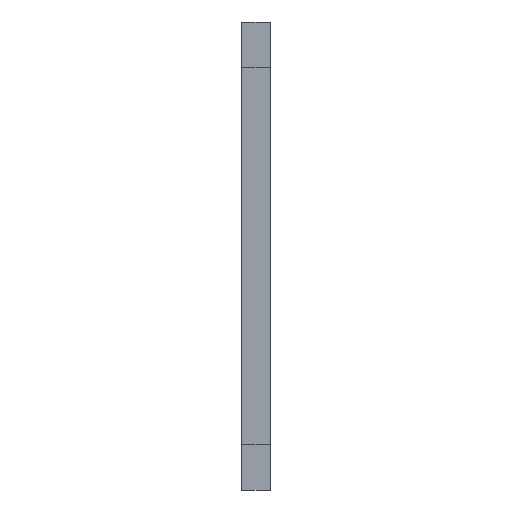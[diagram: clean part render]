
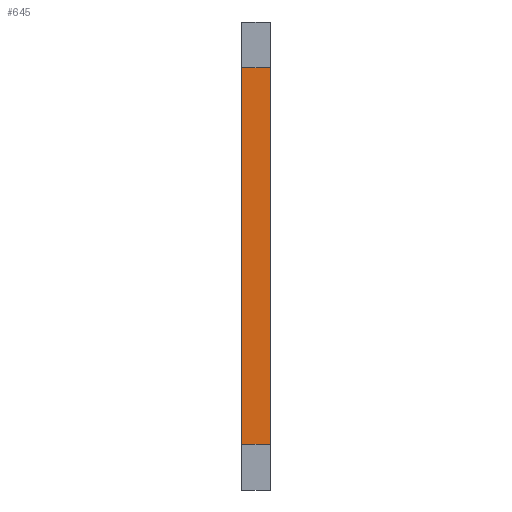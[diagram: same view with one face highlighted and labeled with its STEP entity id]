
A CAD part, front view. The second image highlights one B-rep face of the part: STEP entity #645.
In plain terms, the highlighted planar face has unit normal (0, -1, 0).
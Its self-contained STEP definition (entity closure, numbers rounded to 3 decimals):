
#58=PLANE('',#698);
#69=FACE_OUTER_BOUND('',#100,.T.);
#100=EDGE_LOOP('',(#456,#457,#458,#459));
#173=LINE('',#972,#218);
#176=LINE('',#978,#221);
#177=LINE('',#980,#222);
#178=LINE('',#981,#223);
#218=VECTOR('',#779,10.);
#221=VECTOR('',#784,10.);
#222=VECTOR('',#785,10.);
#223=VECTOR('',#786,10.);
#305=VERTEX_POINT('',#968);
#307=VERTEX_POINT('',#971);
#309=VERTEX_POINT('',#977);
#310=VERTEX_POINT('',#979);
#365=EDGE_CURVE('',#305,#307,#173,.T.);
#368=EDGE_CURVE('',#309,#305,#176,.T.);
#369=EDGE_CURVE('',#309,#310,#177,.T.);
#370=EDGE_CURVE('',#307,#310,#178,.T.);
#456=ORIENTED_EDGE('',*,*,#368,.F.);
#457=ORIENTED_EDGE('',*,*,#369,.T.);
#458=ORIENTED_EDGE('',*,*,#370,.F.);
#459=ORIENTED_EDGE('',*,*,#365,.F.);
#645=ADVANCED_FACE('',(#69),#58,.F.);
#698=AXIS2_PLACEMENT_3D('',#976,#782,#783);
#779=DIRECTION('',(1.,0.,0.));
#782=DIRECTION('center_axis',(0.,1.,0.));
#783=DIRECTION('ref_axis',(0.,0.,1.));
#784=DIRECTION('',(0.,0.,1.));
#785=DIRECTION('',(1.,0.,0.));
#786=DIRECTION('',(0.,0.,-1.));
#968=CARTESIAN_POINT('',(0.,-118.923,73.912));
#971=CARTESIAN_POINT('',(5.,-118.923,73.912));
#972=CARTESIAN_POINT('',(0.,-118.923,73.912));
#976=CARTESIAN_POINT('Origin',(0.,-118.923,7.912));
#977=CARTESIAN_POINT('',(0.,-118.923,7.912));
#978=CARTESIAN_POINT('',(0.,-118.923,24.412));
#979=CARTESIAN_POINT('',(5.,-118.923,7.912));
#980=CARTESIAN_POINT('',(0.,-118.923,7.912));
#981=CARTESIAN_POINT('',(5.,-118.923,24.412));
